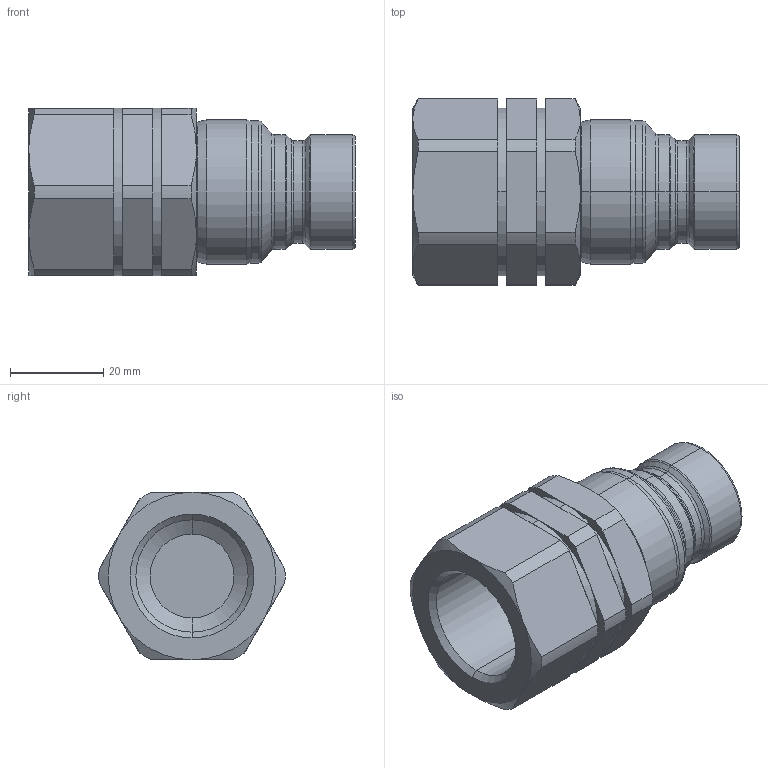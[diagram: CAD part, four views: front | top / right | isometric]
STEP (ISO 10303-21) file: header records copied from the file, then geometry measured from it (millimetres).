
FILE_DESCRIPTION (( 'STEP AP214' ), '1' );
FILE_NAME ('IF5020-75RV.STEP', '2014-08-06T08:26:16', ( 'admin' ), ( 'Microsoft' ), 'SwSTEP 2.0', 'SolidWorks 2009', '' );
FILE_SCHEMA (( 'AUTOMOTIVE_DESIGN' ));
Length unit declared in the file: millimetre
Products named in the file (1): IF5020-75RV
Bounding box: 70.1 x 39.99 x 36 mm (x, y, z)
Volume: 49813.8 mm3; surface area: 11253.5 mm2
Topology: 1 solids, 1 shells, 133 faces, 294 edges, 168 vertices
Faces by surface type: plane 49, cylinder 38, cone 30, torus 16
Entity records: 5206 total; most frequent: CARTESIAN_POINT 740, DIRECTION 686, ORIENTED_EDGE 588, EDGE_CURVE 294, AXIS2_PLACEMENT_3D 282, VERTEX_POINT 168, CIRCLE 148, EDGE_LOOP 138
